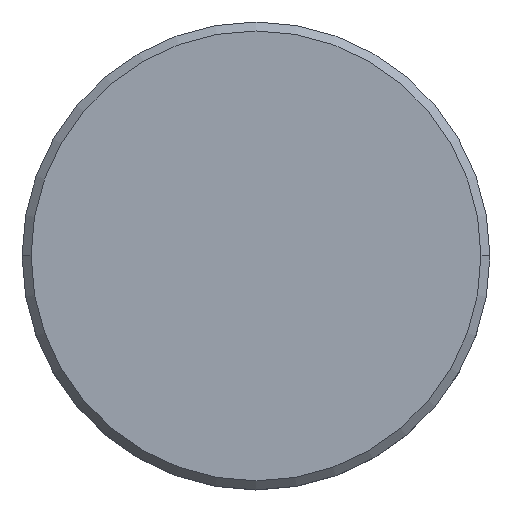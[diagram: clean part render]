
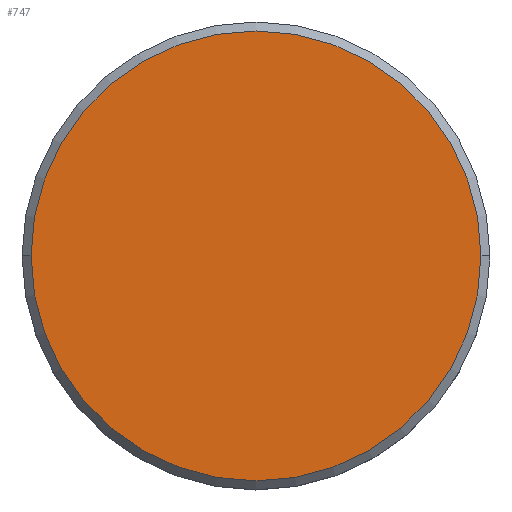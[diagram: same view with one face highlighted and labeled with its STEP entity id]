
A CAD part, top view. The second image highlights one B-rep face of the part: STEP entity #747.
In plain terms, the highlighted planar face has unit normal (0, 0, 1).
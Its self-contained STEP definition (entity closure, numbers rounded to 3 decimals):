
#63 = DIRECTION ( 'NONE',  ( 0., 0., 1. ) ) ;
#93 = AXIS2_PLACEMENT_3D ( 'NONE', #893, #63, #1161 ) ;
#157 = CARTESIAN_POINT ( 'NONE',  ( -12.5, 0., 0. ) ) ;
#206 = CARTESIAN_POINT ( 'NONE',  ( 0., 0., 0. ) ) ;
#285 = ORIENTED_EDGE ( 'NONE', *, *, #464, .T. ) ;
#321 = AXIS2_PLACEMENT_3D ( 'NONE', #206, #935, #753 ) ;
#325 = EDGE_LOOP ( 'NONE', ( #285, #425 ) ) ;
#383 = CARTESIAN_POINT ( 'NONE',  ( 12.5, 0., 0. ) ) ;
#425 = ORIENTED_EDGE ( 'NONE', *, *, #895, .T. ) ;
#464 = EDGE_CURVE ( 'NONE', #611, #741, #612, .T. ) ;
#611 = VERTEX_POINT ( 'NONE', #157 ) ;
#612 = CIRCLE ( 'NONE', #93, 12.5 ) ;
#654 = FACE_OUTER_BOUND ( 'NONE', #325, .T. ) ;
#667 = AXIS2_PLACEMENT_3D ( 'NONE', #750, #707, #702 ) ;
#702 = DIRECTION ( 'NONE',  ( 1., 0., 0. ) ) ;
#707 = DIRECTION ( 'NONE',  ( 0., 0., 1. ) ) ;
#741 = VERTEX_POINT ( 'NONE', #383 ) ;
#747 = ADVANCED_FACE ( 'NONE', ( #654 ), #1022, .T. ) ;
#750 = CARTESIAN_POINT ( 'NONE',  ( 0., 0., 0. ) ) ;
#753 = DIRECTION ( 'NONE',  ( 1., 0., 0. ) ) ;
#893 = CARTESIAN_POINT ( 'NONE',  ( 0., 0., 0. ) ) ;
#895 = EDGE_CURVE ( 'NONE', #741, #611, #940, .T. ) ;
#935 = DIRECTION ( 'NONE',  ( 0., 0., 1. ) ) ;
#940 = CIRCLE ( 'NONE', #667, 12.5 ) ;
#1022 = PLANE ( 'NONE',  #321 ) ;
#1161 = DIRECTION ( 'NONE',  ( 1., 0., 0. ) ) ;
